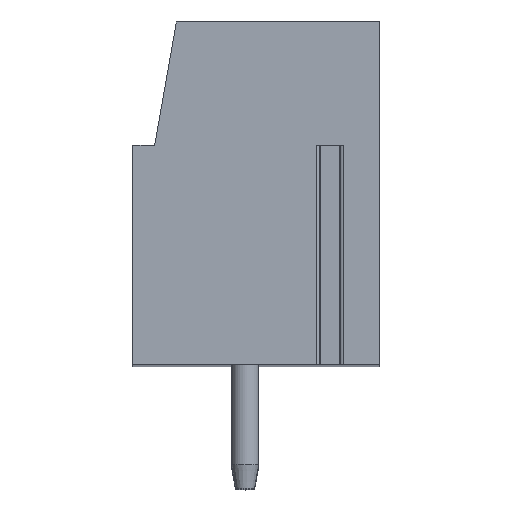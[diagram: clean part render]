
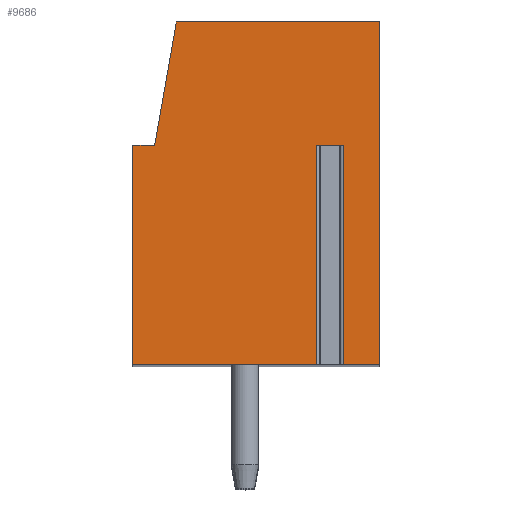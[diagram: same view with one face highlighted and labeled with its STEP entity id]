
A CAD part, top view. The second image highlights one B-rep face of the part: STEP entity #9686.
In plain terms, the highlighted planar face has unit normal (0, 0, 1).
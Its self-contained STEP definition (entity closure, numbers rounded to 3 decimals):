
#20=DIRECTION('',(-1.,0.,0.));
#21=VECTOR('',#20,0.958);
#22=CARTESIAN_POINT('',(3.179,1.75,42.5));
#23=LINE('',#22,#21);
#24=DIRECTION('',(0.,-1.,0.));
#25=VECTOR('',#24,8.);
#26=CARTESIAN_POINT('',(2.221,1.75,42.5));
#27=LINE('',#26,#25);
#28=DIRECTION('',(1.,0.,0.));
#29=VECTOR('',#28,6.721);
#30=CARTESIAN_POINT('',(-4.5,-6.25,42.5));
#31=LINE('',#30,#29);
#32=DIRECTION('',(0.,-1.,0.));
#33=VECTOR('',#32,8.);
#34=CARTESIAN_POINT('',(-4.5,1.75,42.5));
#35=LINE('',#34,#33);
#36=DIRECTION('',(-1.,0.,0.));
#37=VECTOR('',#36,0.8);
#38=CARTESIAN_POINT('',(-3.7,1.75,42.5));
#39=LINE('',#38,#37);
#40=DIRECTION('',(-0.174,-0.985,0.));
#41=VECTOR('',#40,4.569);
#42=CARTESIAN_POINT('',(-2.907,6.25,42.5));
#43=LINE('',#42,#41);
#44=DIRECTION('',(-1.,0.,0.));
#45=VECTOR('',#44,7.407);
#46=CARTESIAN_POINT('',(4.5,6.25,42.5));
#47=LINE('',#46,#45);
#48=DIRECTION('',(0.,1.,0.));
#49=VECTOR('',#48,12.5);
#50=CARTESIAN_POINT('',(4.5,-6.25,42.5));
#51=LINE('',#50,#49);
#52=DIRECTION('',(1.,0.,0.));
#53=VECTOR('',#52,1.321);
#54=CARTESIAN_POINT('',(3.179,-6.25,42.5));
#55=LINE('',#54,#53);
#56=DIRECTION('',(0.,-1.,0.));
#57=VECTOR('',#56,8.);
#58=CARTESIAN_POINT('',(3.179,1.75,42.5));
#59=LINE('',#58,#57);
#7644=CARTESIAN_POINT('',(-2.907,6.25,42.5));
#7645=CARTESIAN_POINT('',(-3.7,1.75,42.5));
#7646=VERTEX_POINT('',#7644);
#7647=VERTEX_POINT('',#7645);
#7648=CARTESIAN_POINT('',(-4.5,1.75,42.5));
#7649=VERTEX_POINT('',#7648);
#7650=CARTESIAN_POINT('',(-4.5,-6.25,42.5));
#7651=VERTEX_POINT('',#7650);
#7652=CARTESIAN_POINT('',(4.5,-6.25,42.5));
#7653=CARTESIAN_POINT('',(4.5,6.25,42.5));
#7654=VERTEX_POINT('',#7652);
#7655=VERTEX_POINT('',#7653);
#7712=CARTESIAN_POINT('',(3.179,1.75,42.5));
#7713=CARTESIAN_POINT('',(2.221,1.75,42.5));
#7714=VERTEX_POINT('',#7712);
#7715=VERTEX_POINT('',#7713);
#7716=CARTESIAN_POINT('',(3.179,-6.25,42.5));
#7717=VERTEX_POINT('',#7716);
#7718=CARTESIAN_POINT('',(2.221,-6.25,42.5));
#7719=VERTEX_POINT('',#7718);
#9659=CARTESIAN_POINT('',(0.,0.,42.5));
#9660=DIRECTION('',(0.,0.,1.));
#9661=DIRECTION('',(1.,0.,0.));
#9662=AXIS2_PLACEMENT_3D('',#9659,#9660,#9661);
#9663=PLANE('',#9662);
#9665=ORIENTED_EDGE('',*,*,#9664,.T.);
#9667=ORIENTED_EDGE('',*,*,#9666,.T.);
#9669=ORIENTED_EDGE('',*,*,#9668,.F.);
#9671=ORIENTED_EDGE('',*,*,#9670,.F.);
#9673=ORIENTED_EDGE('',*,*,#9672,.F.);
#9675=ORIENTED_EDGE('',*,*,#9674,.F.);
#9677=ORIENTED_EDGE('',*,*,#9676,.F.);
#9679=ORIENTED_EDGE('',*,*,#9678,.F.);
#9681=ORIENTED_EDGE('',*,*,#9680,.F.);
#9683=ORIENTED_EDGE('',*,*,#9682,.F.);
#9684=EDGE_LOOP('',(#9665,#9667,#9669,#9671,#9673,#9675,#9677,#9679,#9681,
#9683));
#9685=FACE_OUTER_BOUND('',#9684,.F.);
#9664=EDGE_CURVE('',#7714,#7715,#23,.T.);
#9666=EDGE_CURVE('',#7715,#7719,#27,.T.);
#9668=EDGE_CURVE('',#7651,#7719,#31,.T.);
#9670=EDGE_CURVE('',#7649,#7651,#35,.T.);
#9672=EDGE_CURVE('',#7647,#7649,#39,.T.);
#9674=EDGE_CURVE('',#7646,#7647,#43,.T.);
#9676=EDGE_CURVE('',#7655,#7646,#47,.T.);
#9678=EDGE_CURVE('',#7654,#7655,#51,.T.);
#9680=EDGE_CURVE('',#7717,#7654,#55,.T.);
#9682=EDGE_CURVE('',#7714,#7717,#59,.T.);
#9686=ADVANCED_FACE('',(#9685),#9663,.T.);
